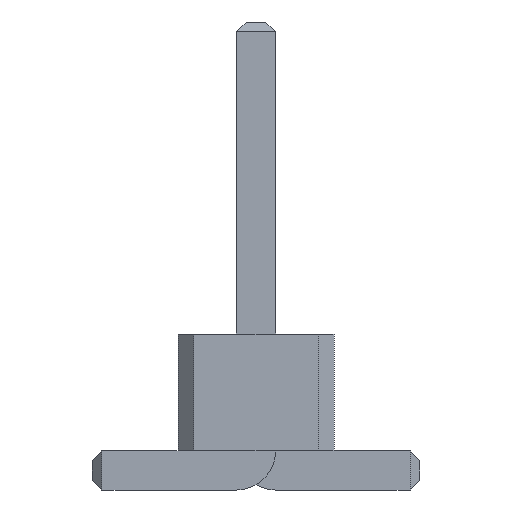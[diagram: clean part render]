
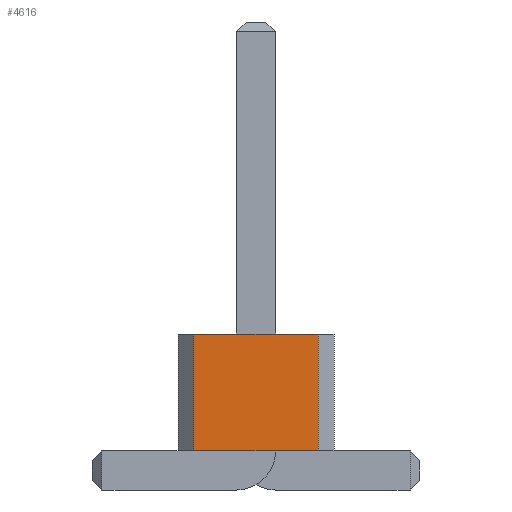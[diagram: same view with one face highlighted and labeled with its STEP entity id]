
A CAD part, front view. The second image highlights one B-rep face of the part: STEP entity #4616.
In plain terms, the highlighted planar face has unit normal (0, -1, 0).
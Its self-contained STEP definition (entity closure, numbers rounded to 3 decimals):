
#886 = VERTEX_POINT('',#887);
#887 = CARTESIAN_POINT('',(0.8,-16.,0.5));
#893 = EDGE_CURVE('',#894,#886,#896,.T.);
#894 = VERTEX_POINT('',#895);
#895 = CARTESIAN_POINT('',(-0.8,-16.,0.5));
#896 = LINE('',#897,#898);
#897 = CARTESIAN_POINT('',(-0.8,-16.,0.5));
#898 = VECTOR('',#899,1.);
#899 = DIRECTION('',(1.,0.,0.));
#2039 = VERTEX_POINT('',#2040);
#2040 = CARTESIAN_POINT('',(0.8,-16.,2.));
#2046 = EDGE_CURVE('',#2047,#2039,#2049,.T.);
#2047 = VERTEX_POINT('',#2048);
#2048 = CARTESIAN_POINT('',(-0.8,-16.,2.));
#2049 = LINE('',#2050,#2051);
#2050 = CARTESIAN_POINT('',(-0.8,-16.,2.));
#2051 = VECTOR('',#2052,1.);
#2052 = DIRECTION('',(1.,0.,0.));
#4605 = EDGE_CURVE('',#894,#2047,#4606,.T.);
#4606 = LINE('',#4607,#4608);
#4607 = CARTESIAN_POINT('',(-0.8,-16.,0.5));
#4608 = VECTOR('',#4609,1.);
#4609 = DIRECTION('',(0.,0.,1.));
#4616 = ADVANCED_FACE('',(#4617),#4628,.F.);
#4617 = FACE_BOUND('',#4618,.F.);
#4618 = EDGE_LOOP('',(#4619,#4620,#4621,#4627));
#4619 = ORIENTED_EDGE('',*,*,#4605,.T.);
#4620 = ORIENTED_EDGE('',*,*,#2046,.T.);
#4621 = ORIENTED_EDGE('',*,*,#4622,.F.);
#4622 = EDGE_CURVE('',#886,#2039,#4623,.T.);
#4623 = LINE('',#4624,#4625);
#4624 = CARTESIAN_POINT('',(0.8,-16.,0.5));
#4625 = VECTOR('',#4626,1.);
#4626 = DIRECTION('',(0.,0.,1.));
#4627 = ORIENTED_EDGE('',*,*,#893,.F.);
#4628 = PLANE('',#4629);
#4629 = AXIS2_PLACEMENT_3D('',#4630,#4631,#4632);
#4630 = CARTESIAN_POINT('',(-0.8,-16.,0.5));
#4631 = DIRECTION('',(0.,1.,0.));
#4632 = DIRECTION('',(1.,0.,0.));
